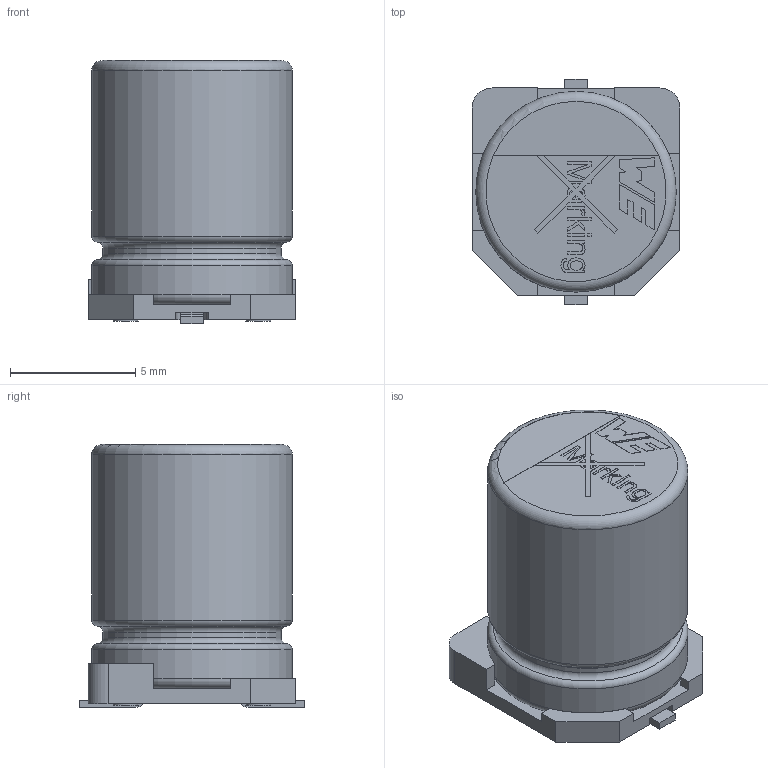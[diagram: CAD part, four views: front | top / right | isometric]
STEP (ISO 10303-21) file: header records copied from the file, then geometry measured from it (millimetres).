
FILE_DESCRIPTION(/* description */ ('Unknown'),/* implementation_level */ '2;1');
FILE_NAME(/* name */ '8x10.5x3.1',/* time_stamp */ '2020-06-04T12:16:55+02:00',/* author */ ('Unknown'),/* organization */ ('Unknown'),/* preprocessor_version */ 'ST-DEVELOPER v16.7',/* originating_system */ 'DEX',/* authorisation */ $);
FILE_SCHEMA (('AUTOMOTIVE_DESIGN {1 0 10303 214 3 1 1}'));
Length unit declared in the file: millimetre
Products named in the file (3): 8x10.5x3.1; capicitor_8x10.5x3.1; Base_F8Capacitor
Assembly tree (2 placements, depth 2):
  8x10.5x3.1
    capicitor_8x10.5x3.1
    Base_F8Capacitor
Bounding box: 8.3 x 9 x 10.5 mm (x, y, z)
Volume: 522.3 mm3; surface area: 554 mm2
Topology: 2 solids, 2 shells, 236 faces, 605 edges, 402 vertices
Faces by surface type: plane 170, cylinder 39, bspline 20, torus 7
Full cylindrical faces by diameter (mm): 1 x7, 1.16 x1, 1.2 x2, 1.96 x1, 2.12 x1, 2.92 x1, 3.08 x1, 5.6 x1, 7.12 x1, 8 x2
Entity records: 9047 total; most frequent: CARTESIAN_POINT 2266, ORIENTED_EDGE 1138, DIRECTION 976, EDGE_CURVE 569, VERTEX_POINT 392, LINE 344, VECTOR 344, AXIS2_PLACEMENT_3D 316
